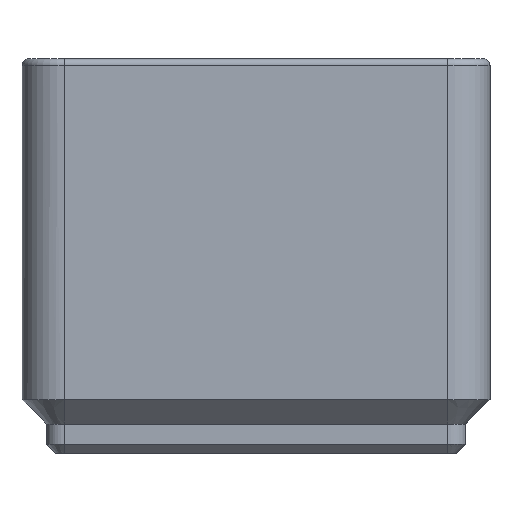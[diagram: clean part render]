
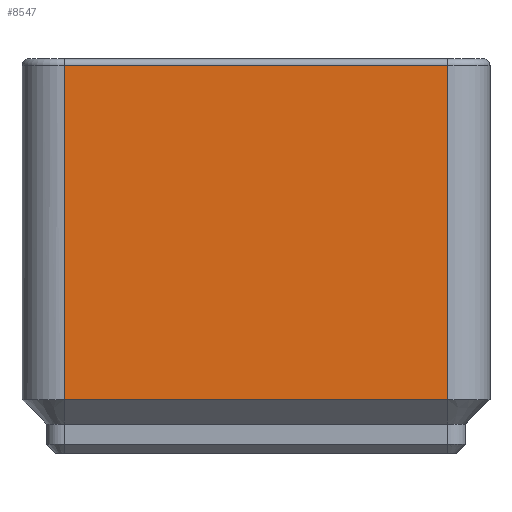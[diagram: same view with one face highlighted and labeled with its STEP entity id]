
A CAD part, left-side view. The second image highlights one B-rep face of the part: STEP entity #8547.
In plain terms, the highlighted planar face has unit normal (-1, 0, 0).
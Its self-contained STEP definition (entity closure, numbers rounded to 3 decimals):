
#7293 = VERTEX_POINT('',#7294);
#7294 = CARTESIAN_POINT('',(0.25,4.,34.4));
#7621 = VERTEX_POINT('',#7622);
#7622 = CARTESIAN_POINT('',(0.25,38.,34.4));
#7669 = EDGE_CURVE('',#7621,#7293,#7670,.T.);
#7670 = LINE('',#7671,#7672);
#7671 = CARTESIAN_POINT('',(0.25,4.,34.4));
#7672 = VECTOR('',#7673,1.);
#7673 = DIRECTION('',(0.,-1.,0.));
#7684 = EDGE_CURVE('',#7685,#7293,#7687,.T.);
#7685 = VERTEX_POINT('',#7686);
#7686 = CARTESIAN_POINT('',(0.25,4.,4.75));
#7687 = LINE('',#7688,#7689);
#7688 = CARTESIAN_POINT('',(0.25,4.,0.));
#7689 = VECTOR('',#7690,1.);
#7690 = DIRECTION('',(0.,0.,1.));
#8312 = EDGE_CURVE('',#8313,#7621,#8315,.T.);
#8313 = VERTEX_POINT('',#8314);
#8314 = CARTESIAN_POINT('',(0.25,38.,4.75));
#8315 = LINE('',#8316,#8317);
#8316 = CARTESIAN_POINT('',(0.25,38.,0.));
#8317 = VECTOR('',#8318,1.);
#8318 = DIRECTION('',(0.,0.,1.));
#8547 = ADVANCED_FACE('',(#8548),#8559,.T.);
#8548 = FACE_BOUND('',#8549,.T.);
#8549 = EDGE_LOOP('',(#8550,#8556,#8557,#8558));
#8550 = ORIENTED_EDGE('',*,*,#8551,.F.);
#8551 = EDGE_CURVE('',#7685,#8313,#8552,.T.);
#8552 = LINE('',#8553,#8554);
#8553 = CARTESIAN_POINT('',(0.25,12.5,4.75));
#8554 = VECTOR('',#8555,1.);
#8555 = DIRECTION('',(0.,1.,0.));
#8556 = ORIENTED_EDGE('',*,*,#7684,.T.);
#8557 = ORIENTED_EDGE('',*,*,#7669,.F.);
#8558 = ORIENTED_EDGE('',*,*,#8312,.F.);
#8559 = PLANE('',#8560);
#8560 = AXIS2_PLACEMENT_3D('',#8561,#8562,#8563);
#8561 = CARTESIAN_POINT('',(0.25,4.,0.));
#8562 = DIRECTION('',(-1.,-0.,0.));
#8563 = DIRECTION('',(0.,1.,0.));
